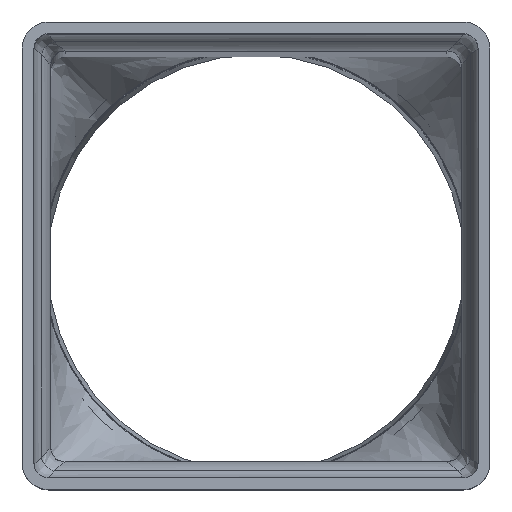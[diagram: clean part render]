
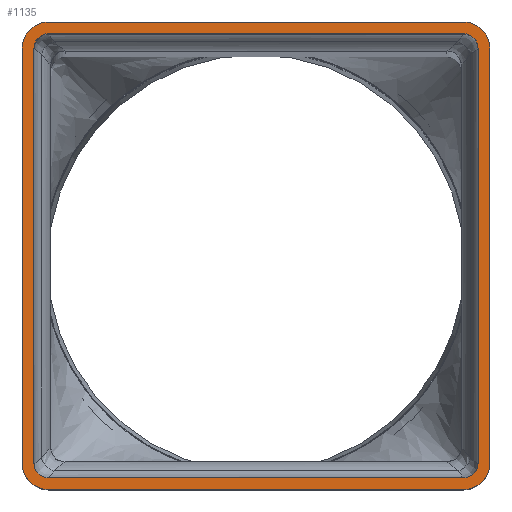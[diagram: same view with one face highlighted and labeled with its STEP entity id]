
A CAD part, top view. The second image highlights one B-rep face of the part: STEP entity #1135.
In plain terms, the highlighted planar face has unit normal (0, 0, 1).
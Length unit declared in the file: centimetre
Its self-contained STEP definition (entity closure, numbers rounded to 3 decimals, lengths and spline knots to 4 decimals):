
#30=FACE_BOUND('',#294,.T.);
#71=PLANE('',#1425);
#85=CIRCLE('',#1350,6.);
#89=CIRCLE('',#1362,6.);
#94=CIRCLE('',#1380,3.3);
#96=CIRCLE('',#1390,3.3);
#102=CIRCLE('',#1415,6.);
#103=CIRCLE('',#1418,6.);
#104=CIRCLE('',#1420,3.3);
#105=CIRCLE('',#1423,3.3);
#213=FACE_OUTER_BOUND('',#293,.T.);
#293=EDGE_LOOP('',(#883,#884,#885,#886,#887,#888,#889,#890));
#294=EDGE_LOOP('',(#891,#892,#893,#894,#895,#896,#897,#898));
#367=VERTEX_POINT('',#2076);
#368=VERTEX_POINT('',#2077);
#369=VERTEX_POINT('',#2082);
#376=VERTEX_POINT('',#2188);
#377=VERTEX_POINT('',#2192);
#390=VERTEX_POINT('',#2422);
#391=VERTEX_POINT('',#2423);
#393=VERTEX_POINT('',#2430);
#399=VERTEX_POINT('',#2546);
#401=VERTEX_POINT('',#2552);
#418=VERTEX_POINT('',#2807);
#419=VERTEX_POINT('',#2811);
#420=VERTEX_POINT('',#2815);
#421=VERTEX_POINT('',#2821);
#422=VERTEX_POINT('',#2825);
#423=VERTEX_POINT('',#2829);
#491=EDGE_CURVE('',#367,#368,#85,.T.);
#494=EDGE_CURVE('',#368,#369,#1176,.T.);
#506=EDGE_CURVE('',#369,#376,#89,.T.);
#508=EDGE_CURVE('',#376,#377,#1182,.T.);
#530=EDGE_CURVE('',#390,#391,#1190,.T.);
#534=EDGE_CURVE('',#391,#393,#94,.T.);
#545=EDGE_CURVE('',#393,#399,#1197,.T.);
#548=EDGE_CURVE('',#399,#401,#96,.T.);
#582=EDGE_CURVE('',#418,#367,#1218,.T.);
#584=EDGE_CURVE('',#419,#418,#102,.T.);
#586=EDGE_CURVE('',#420,#419,#1221,.T.);
#588=EDGE_CURVE('',#377,#420,#103,.T.);
#589=EDGE_CURVE('',#421,#390,#104,.T.);
#591=EDGE_CURVE('',#422,#421,#1224,.T.);
#593=EDGE_CURVE('',#423,#422,#105,.T.);
#595=EDGE_CURVE('',#401,#423,#1227,.T.);
#883=ORIENTED_EDGE('',*,*,#494,.F.);
#884=ORIENTED_EDGE('',*,*,#491,.F.);
#885=ORIENTED_EDGE('',*,*,#582,.F.);
#886=ORIENTED_EDGE('',*,*,#584,.F.);
#887=ORIENTED_EDGE('',*,*,#586,.F.);
#888=ORIENTED_EDGE('',*,*,#588,.F.);
#889=ORIENTED_EDGE('',*,*,#508,.F.);
#890=ORIENTED_EDGE('',*,*,#506,.F.);
#891=ORIENTED_EDGE('',*,*,#534,.F.);
#892=ORIENTED_EDGE('',*,*,#530,.F.);
#893=ORIENTED_EDGE('',*,*,#589,.F.);
#894=ORIENTED_EDGE('',*,*,#591,.F.);
#895=ORIENTED_EDGE('',*,*,#593,.F.);
#896=ORIENTED_EDGE('',*,*,#595,.F.);
#897=ORIENTED_EDGE('',*,*,#548,.F.);
#898=ORIENTED_EDGE('',*,*,#545,.F.);
#1135=ADVANCED_FACE('',(#213,#30),#71,.T.);
#1176=LINE('',#2083,#1256);
#1182=LINE('',#2193,#1262);
#1190=LINE('',#2424,#1270);
#1197=LINE('',#2547,#1277);
#1218=LINE('',#2808,#1298);
#1221=LINE('',#2816,#1301);
#1224=LINE('',#2826,#1304);
#1227=LINE('',#2833,#1307);
#1256=VECTOR('',#1540,1.);
#1262=VECTOR('',#1570,1.);
#1270=VECTOR('',#1608,1.);
#1277=VECTOR('',#1635,1.);
#1298=VECTOR('',#1706,1.);
#1301=VECTOR('',#1715,1.);
#1304=VECTOR('',#1728,1.);
#1307=VECTOR('',#1737,1.);
#1350=AXIS2_PLACEMENT_3D('',#2078,#1534,#1535);
#1362=AXIS2_PLACEMENT_3D('',#2189,#1565,#1566);
#1380=AXIS2_PLACEMENT_3D('',#2431,#1614,#1615);
#1390=AXIS2_PLACEMENT_3D('',#2553,#1640,#1641);
#1415=AXIS2_PLACEMENT_3D('',#2812,#1710,#1711);
#1418=AXIS2_PLACEMENT_3D('',#2819,#1719,#1720);
#1420=AXIS2_PLACEMENT_3D('',#2822,#1723,#1724);
#1423=AXIS2_PLACEMENT_3D('',#2830,#1732,#1733);
#1425=AXIS2_PLACEMENT_3D('',#2834,#1738,#1739);
#1534=DIRECTION('center_axis',(0.,0.,-1.));
#1535=DIRECTION('ref_axis',(-0.707,0.707,0.));
#1540=DIRECTION('',(1.,0.,0.));
#1565=DIRECTION('center_axis',(0.,0.,-1.));
#1566=DIRECTION('ref_axis',(0.707,0.707,0.));
#1570=DIRECTION('',(0.,-1.,0.));
#1608=DIRECTION('',(0.,1.,0.));
#1614=DIRECTION('center_axis',(0.,0.,1.));
#1615=DIRECTION('ref_axis',(0.707,0.707,0.));
#1635=DIRECTION('',(-1.,0.,0.));
#1640=DIRECTION('center_axis',(0.,0.,1.));
#1641=DIRECTION('ref_axis',(-0.707,0.707,0.));
#1706=DIRECTION('',(0.,1.,0.));
#1710=DIRECTION('center_axis',(0.,0.,-1.));
#1711=DIRECTION('ref_axis',(-0.707,-0.707,0.));
#1715=DIRECTION('',(-1.,0.,0.));
#1719=DIRECTION('center_axis',(0.,0.,-1.));
#1720=DIRECTION('ref_axis',(0.707,-0.707,0.));
#1723=DIRECTION('center_axis',(0.,0.,1.));
#1724=DIRECTION('ref_axis',(0.707,-0.707,0.));
#1728=DIRECTION('',(1.,0.,0.));
#1732=DIRECTION('center_axis',(0.,0.,1.));
#1733=DIRECTION('ref_axis',(-0.707,-0.707,0.));
#1737=DIRECTION('',(0.,-1.,0.));
#1738=DIRECTION('center_axis',(0.,0.,1.));
#1739=DIRECTION('ref_axis',(1.,0.,0.));
#2076=CARTESIAN_POINT('',(-53.85,47.85,1000.));
#2077=CARTESIAN_POINT('',(-47.85,53.85,1000.));
#2078=CARTESIAN_POINT('Origin',(-47.85,47.85,1000.));
#2082=CARTESIAN_POINT('',(47.85,53.85,1000.));
#2083=CARTESIAN_POINT('',(-26.925,53.85,1000.));
#2188=CARTESIAN_POINT('',(53.85,47.85,1000.));
#2189=CARTESIAN_POINT('Origin',(47.85,47.85,1000.));
#2192=CARTESIAN_POINT('',(53.85,-47.85,1000.));
#2193=CARTESIAN_POINT('',(53.85,26.925,1000.));
#2422=CARTESIAN_POINT('',(51.15,-47.85,1000.));
#2423=CARTESIAN_POINT('',(51.15,47.85,1000.));
#2424=CARTESIAN_POINT('',(51.15,26.925,1000.));
#2430=CARTESIAN_POINT('',(47.85,51.15,1000.));
#2431=CARTESIAN_POINT('Origin',(47.85,47.85,1000.));
#2546=CARTESIAN_POINT('',(-47.85,51.15,1000.));
#2547=CARTESIAN_POINT('',(-26.925,51.15,1000.));
#2552=CARTESIAN_POINT('',(-51.15,47.85,1000.));
#2553=CARTESIAN_POINT('Origin',(-47.85,47.85,1000.));
#2807=CARTESIAN_POINT('',(-53.85,-47.85,1000.));
#2808=CARTESIAN_POINT('',(-53.85,-26.925,1000.));
#2811=CARTESIAN_POINT('',(-47.85,-53.85,1000.));
#2812=CARTESIAN_POINT('Origin',(-47.85,-47.85,1000.));
#2815=CARTESIAN_POINT('',(47.85,-53.85,1000.));
#2816=CARTESIAN_POINT('',(26.925,-53.85,1000.));
#2819=CARTESIAN_POINT('Origin',(47.85,-47.85,1000.));
#2821=CARTESIAN_POINT('',(47.85,-51.15,1000.));
#2822=CARTESIAN_POINT('Origin',(47.85,-47.85,1000.));
#2825=CARTESIAN_POINT('',(-47.85,-51.15,1000.));
#2826=CARTESIAN_POINT('',(26.925,-51.15,1000.));
#2829=CARTESIAN_POINT('',(-51.15,-47.85,1000.));
#2830=CARTESIAN_POINT('Origin',(-47.85,-47.85,1000.));
#2833=CARTESIAN_POINT('',(-51.15,-26.925,1000.));
#2834=CARTESIAN_POINT('Origin',(0.,0.,
1000.));
